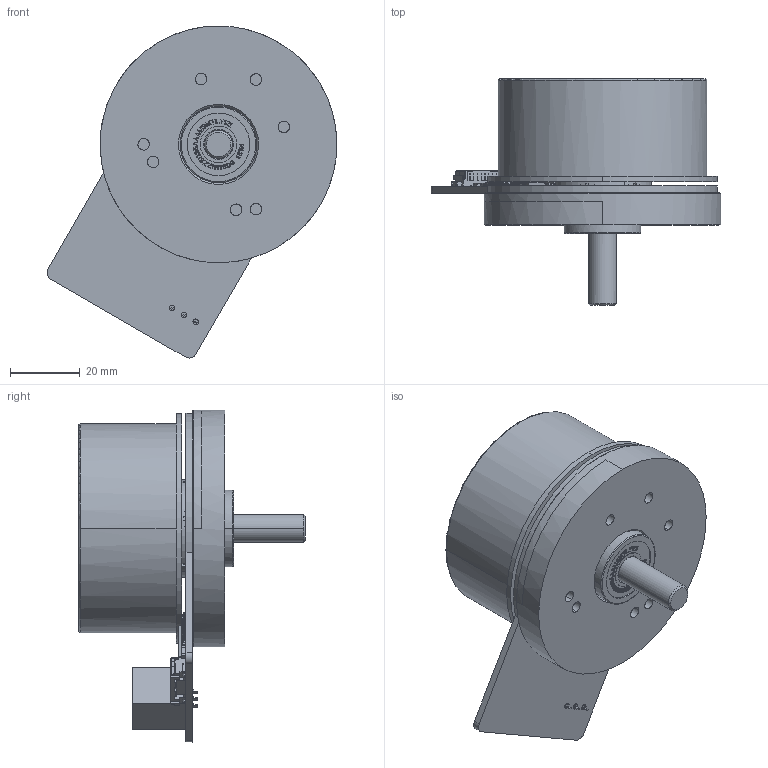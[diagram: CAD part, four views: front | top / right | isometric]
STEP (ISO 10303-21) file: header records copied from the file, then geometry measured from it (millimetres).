
FILE_DESCRIPTION(/* description */ (''),/* implementation_level */ '2;1');
FILE_NAME(/* name */ 'D-00004328.stp',/* time_stamp */ '2021-09-21T10:00:57+02:00',/* author */ ('angelika.schneid'),/* organization */ (''),/* preprocessor_version */ 'ST-DEVELOPER v17.2',/* originating_system */ 'Autodesk Inventor 2019',/* authorisation */ '');
FILE_SCHEMA (('AUTOMOTIVE_DESIGN { 1 0 10303 214 3 1 1 }'));
Products named in the file (1): D-00004328
Bounding box: 83.24 x 65.1 x 95.37 mm (x, y, z)
Volume: 131439.8 mm3; surface area: 28738.5 mm2
Topology: 18 solids, 18 shells, 4190 faces, 11650 edges, 7482 vertices
Faces by surface type: plane 3431, bspline 637, sphere 110, cylinder 6, torus 6
Entity records: 150501 total; most frequent: CARTESIAN_POINT 46933, ORIENTED_EDGE 23174, DIRECTION 18234, EDGE_CURVE 11587, LINE 10258, VECTOR 10258, VERTEX_POINT 7482, EDGE_LOOP 4391
